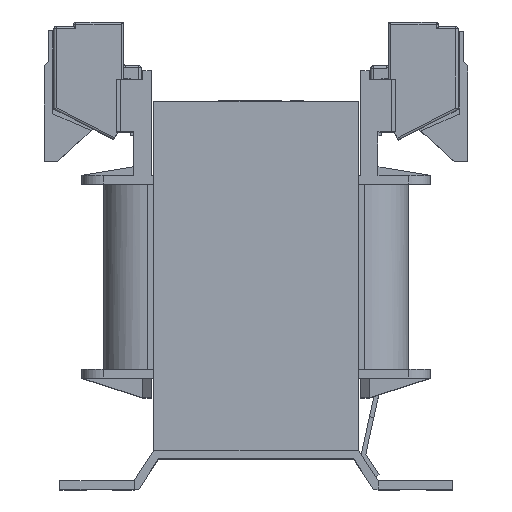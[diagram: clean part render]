
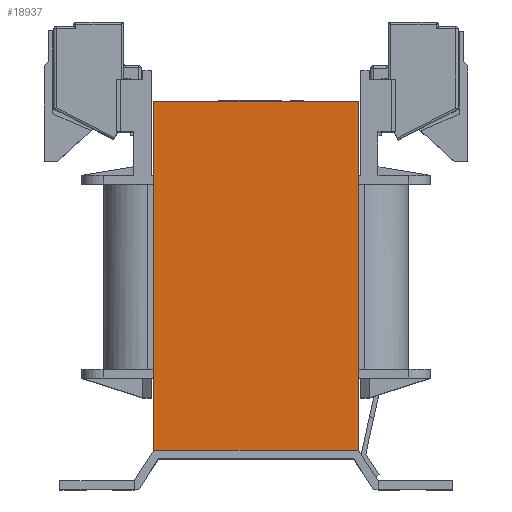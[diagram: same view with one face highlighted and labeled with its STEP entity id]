
A CAD part, top view. The second image highlights one B-rep face of the part: STEP entity #18937.
In plain terms, the highlighted planar face has unit normal (0, 0, 1).
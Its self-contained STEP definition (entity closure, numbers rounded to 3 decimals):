
#788=FACE_OUTER_BOUND('',#1752,.T.);
#1752=EDGE_LOOP('',(#12739,#12740,#12741,#12742));
#2970=LINE('',#26811,#5329);
#3010=LINE('',#26899,#5369);
#3054=LINE('',#27005,#5413);
#3055=LINE('',#27006,#5414);
#5329=VECTOR('',#21817,10.);
#5369=VECTOR('',#21893,10.);
#5413=VECTOR('',#21989,10.);
#5414=VECTOR('',#21990,10.);
#7566=VERTEX_POINT('',#26804);
#7569=VERTEX_POINT('',#26809);
#7598=VERTEX_POINT('',#26896);
#7599=VERTEX_POINT('',#26898);
#9441=EDGE_CURVE('',#7566,#7569,#2970,.T.);
#9483=EDGE_CURVE('',#7598,#7599,#3010,.T.);
#9535=EDGE_CURVE('',#7598,#7566,#3054,.T.);
#9536=EDGE_CURVE('',#7599,#7569,#3055,.T.);
#12739=ORIENTED_EDGE('',*,*,#9535,.T.);
#12740=ORIENTED_EDGE('',*,*,#9441,.T.);
#12741=ORIENTED_EDGE('',*,*,#9536,.F.);
#12742=ORIENTED_EDGE('',*,*,#9483,.F.);
#17203=PLANE('',#19951);
#18937=ADVANCED_FACE('',(#788),#17203,.T.);
#19951=AXIS2_PLACEMENT_3D('',#27004,#21987,#21988);
#21817=DIRECTION('',(-1.,0.,0.));
#21893=DIRECTION('',(-1.,0.,0.));
#21987=DIRECTION('center_axis',(0.,0.,1.));
#21988=DIRECTION('ref_axis',(0.,1.,0.));
#21989=DIRECTION('',(0.,1.,0.));
#21990=DIRECTION('',(0.,1.,0.));
#26804=CARTESIAN_POINT('',(17.658,75.907,48.));
#26809=CARTESIAN_POINT('',(-29.342,75.907,48.));
#26811=CARTESIAN_POINT('',(17.658,75.907,48.));
#26896=CARTESIAN_POINT('',(17.658,-4.093,48.));
#26898=CARTESIAN_POINT('',(-29.342,-4.093,48.));
#26899=CARTESIAN_POINT('',(17.658,-4.093,48.));
#27004=CARTESIAN_POINT('Origin',(17.658,-4.093,48.));
#27005=CARTESIAN_POINT('',(17.658,-4.093,48.));
#27006=CARTESIAN_POINT('',(-29.342,-4.093,48.));
